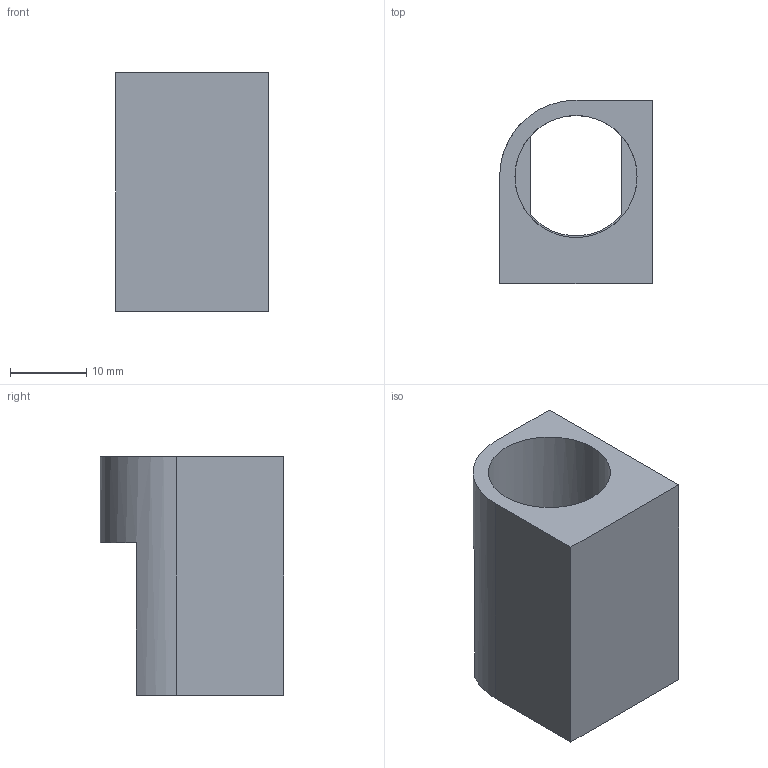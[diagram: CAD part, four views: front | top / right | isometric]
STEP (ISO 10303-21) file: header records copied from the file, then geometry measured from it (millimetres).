
FILE_DESCRIPTION(/* description */ (''),/* implementation_level */ '2;1');
FILE_NAME(/* name */ 'MotorMountV1.ipt.step',/* time_stamp */ '2024-02-28T22:19:43-06:00',/* author */ ('smz3rm'),/* organization */ (''),/* preprocessor_version */ 'ST-DEVELOPER v18',/* originating_system */ 'Autodesk Inventor 2020',/* authorisation */ '');
FILE_SCHEMA (('AUTOMOTIVE_DESIGN { 1 0 10303 214 3 1 1 }'));
Length unit declared in the file: millimetre
Products named in the file (1): MotorMountV1
Bounding box: 20 x 24 x 31.25 mm (x, y, z)
Volume: 7639.3 mm3; surface area: 4076.4 mm2
Topology: 1 solids, 1 shells, 15 faces, 38 edges, 24 vertices
Faces by surface type: plane 12, cylinder 3
Full cylindrical faces by diameter (mm): 16 x1
Entity records: 494 total; most frequent: DIRECTION 79, CARTESIAN_POINT 78, ORIENTED_EDGE 76, EDGE_CURVE 38, LINE 29, VECTOR 29, AXIS2_PLACEMENT_3D 25, VERTEX_POINT 24
